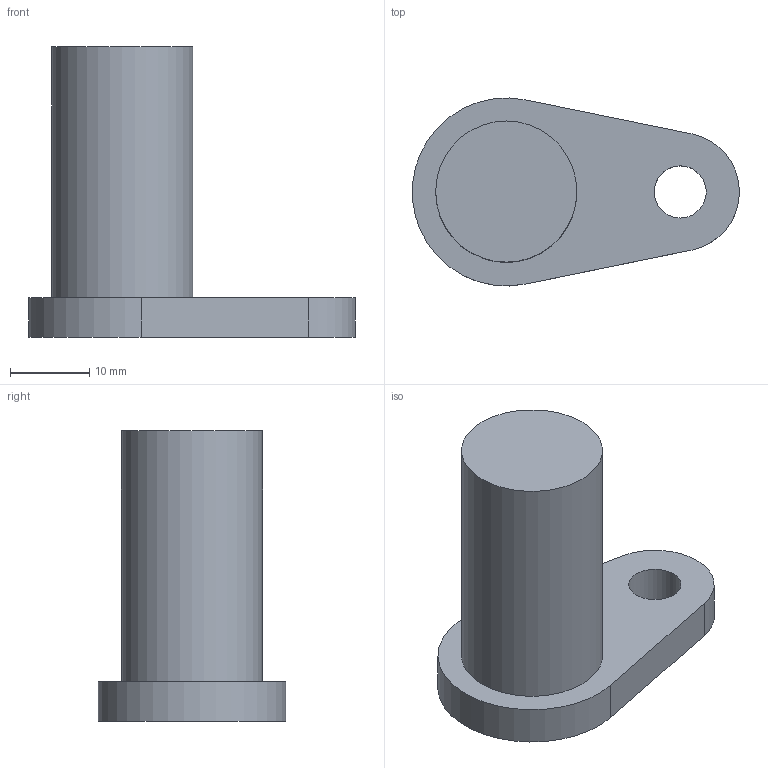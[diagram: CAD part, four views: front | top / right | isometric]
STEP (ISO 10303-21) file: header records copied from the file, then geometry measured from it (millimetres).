
FILE_DESCRIPTION(/* description */ (''),/* implementation_level */ '2;1');
FILE_NAME(/* name */ 'Hall Sensor v1.step',/* time_stamp */ '2025-05-08T22:03:16-04:00',/* author */ (''),/* organization */ (''),/* preprocessor_version */ 'ST-DEVELOPER v20.1',/* originating_system */ 'Autodesk Translation Framework v14.4.0.0',/* authorisation */ '');
FILE_SCHEMA (('AUTOMOTIVE_DESIGN { 1 0 10303 214 3 1 1 }'));
Length unit declared in the file: millimetre
Products named in the file (1): Hall Sensor
Bounding box: 41.36 x 23.79 x 36.75 mm (x, y, z)
Volume: 11514 mm3; surface area: 3838.2 mm2
Topology: 1 solids, 1 shells, 9 faces, 18 edges, 12 vertices
Faces by surface type: plane 5, cylinder 4
Full cylindrical faces by diameter (mm): 6.6 x1, 17.86 x1
Entity records: 277 total; most frequent: DIRECTION 46, CARTESIAN_POINT 40, ORIENTED_EDGE 36, EDGE_CURVE 18, AXIS2_PLACEMENT_3D 18, EDGE_LOOP 12, VERTEX_POINT 12, LINE 10
